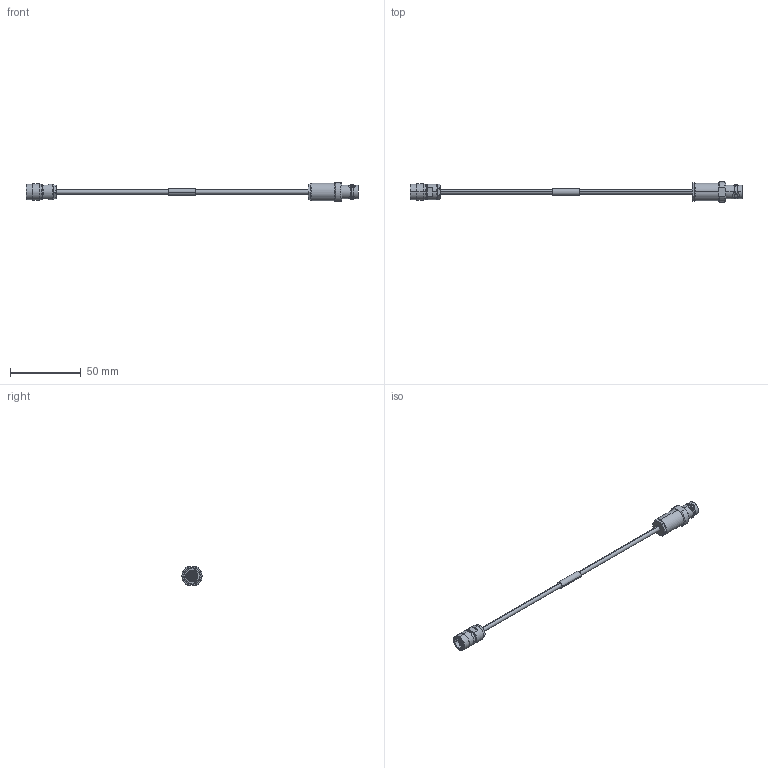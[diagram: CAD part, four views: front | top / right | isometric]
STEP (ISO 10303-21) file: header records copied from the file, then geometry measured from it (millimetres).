
FILE_DESCRIPTION (( 'STEP AP214' ), '1' );
FILE_NAME ('FM3MP3006_3D.step', '2023-08-16T19:30:12', ( '' ), ( '' ), 'SwSTEP 2.0', 'SolidWorks 2022', '' );
FILE_SCHEMA (( 'AUTOMOTIVE_DESIGN' ));
Length unit declared in the file: inch
Products named in the file (11): 10-10030-MA3; 10-06575-XXX-MA3; 1AW01-003_.182 ID x .75" long; 10-06575-XXX-MA1; 10-06575-XXX-MA2; 10-10030-MA1; 10-06575-XXX; M17-176-00002_7"; 10-10030; 10-10030-MA2; FM3MP3006_3D
Assembly tree (10 placements, depth 3):
  FM3MP3006_3D
    M17-176-00002_7"
    10-10030
      10-10030-MA1
      10-10030-MA2
      10-10030-MA3
    10-06575-XXX
      10-06575-XXX-MA1
      10-06575-XXX-MA2
      10-06575-XXX-MA3
    1AW01-003_.182 ID x .75" long
Bounding box: 234.21 x 14.45 x 12.7 mm (x, y, z)
Volume: 6154.7 mm3; surface area: 8276.9 mm2
Topology: 8 solids, 8 shells, 369 faces, 892 edges, 572 vertices
Faces by surface type: plane 135, cylinder 129, cone 64, torus 26, bspline 15
Entity records: 13901 total; most frequent: CARTESIAN_POINT 4142, DIRECTION 1821, ORIENTED_EDGE 1776, EDGE_CURVE 888, AXIS2_PLACEMENT_3D 736, VERTEX_POINT 572, EDGE_LOOP 418, ADVANCED_FACE 369
